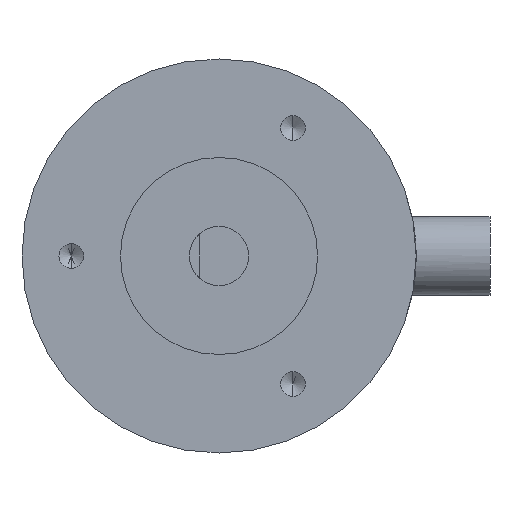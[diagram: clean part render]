
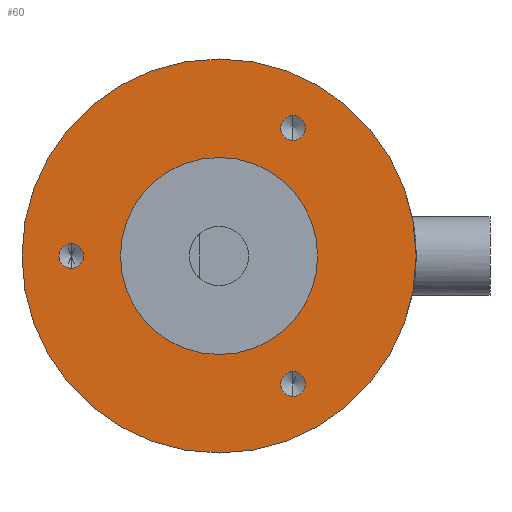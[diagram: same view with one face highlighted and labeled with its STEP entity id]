
A CAD part, left-side view. The second image highlights one B-rep face of the part: STEP entity #60.
In plain terms, the highlighted planar face has unit normal (-1, 0, 0).
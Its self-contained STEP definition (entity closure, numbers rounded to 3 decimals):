
#4 = CARTESIAN_POINT ( 'NONE',  ( -39., 0., 20. ) ) ;
#9 = CARTESIAN_POINT ( 'NONE',  ( -39., 15., 0. ) ) ;
#27 = FACE_BOUND ( 'NONE', #652, .T. ) ;
#28 = CARTESIAN_POINT ( 'NONE',  ( -39., -7.5, -11.74 ) ) ;
#32 = AXIS2_PLACEMENT_3D ( 'NONE', #9, #334, #647 ) ;
#40 = VERTEX_POINT ( 'NONE', #881 ) ;
#45 = CARTESIAN_POINT ( 'NONE',  ( -39., 0., -20. ) ) ;
#46 = ORIENTED_EDGE ( 'NONE', *, *, #1011, .F. ) ;
#60 = ADVANCED_FACE ( 'NONE', ( #83, #27, #293, #689, #464 ), #227, .F. ) ;
#70 = CIRCLE ( 'NONE', #203, 1.25 ) ;
#77 = DIRECTION ( 'NONE',  ( 0., 0., 1. ) ) ;
#83 = FACE_BOUND ( 'NONE', #88, .T. ) ;
#88 = EDGE_LOOP ( 'NONE', ( #241, #897 ) ) ;
#95 = CARTESIAN_POINT ( 'NONE',  ( -39., 0., 0. ) ) ;
#98 = AXIS2_PLACEMENT_3D ( 'NONE', #478, #176, #902 ) ;
#106 = CARTESIAN_POINT ( 'NONE',  ( -39., 0., -10. ) ) ;
#112 = CARTESIAN_POINT ( 'NONE',  ( -39., -7.5, -14.24 ) ) ;
#141 = CARTESIAN_POINT ( 'NONE',  ( -39., -7.5, -12.99 ) ) ;
#147 = EDGE_CURVE ( 'NONE', #655, #235, #890, .T. ) ;
#165 = CARTESIAN_POINT ( 'NONE',  ( -39., -7.5, 11.74 ) ) ;
#176 = DIRECTION ( 'NONE',  ( -1., 0., 0. ) ) ;
#185 = ORIENTED_EDGE ( 'NONE', *, *, #303, .T. ) ;
#203 = AXIS2_PLACEMENT_3D ( 'NONE', #636, #803, #560 ) ;
#216 = AXIS2_PLACEMENT_3D ( 'NONE', #667, #753, #838 ) ;
#220 = EDGE_CURVE ( 'NONE', #235, #655, #380, .T. ) ;
#227 = PLANE ( 'NONE',  #488 ) ;
#235 = VERTEX_POINT ( 'NONE', #978 ) ;
#241 = ORIENTED_EDGE ( 'NONE', *, *, #607, .F. ) ;
#242 = CIRCLE ( 'NONE', #348, 1.25 ) ;
#248 = DIRECTION ( 'NONE',  ( 0., 0., 1. ) ) ;
#251 = EDGE_LOOP ( 'NONE', ( #185, #736 ) ) ;
#260 = CARTESIAN_POINT ( 'NONE',  ( -39., 0., 0. ) ) ;
#287 = ORIENTED_EDGE ( 'NONE', *, *, #309, .F. ) ;
#293 = FACE_BOUND ( 'NONE', #396, .T. ) ;
#298 = DIRECTION ( 'NONE',  ( 0., 0., 1. ) ) ;
#303 = EDGE_CURVE ( 'NONE', #1018, #829, #543, .T. ) ;
#309 = EDGE_CURVE ( 'NONE', #507, #459, #918, .T. ) ;
#327 = ORIENTED_EDGE ( 'NONE', *, *, #518, .F. ) ;
#334 = DIRECTION ( 'NONE',  ( -1., 0., 0. ) ) ;
#339 = AXIS2_PLACEMENT_3D ( 'NONE', #95, #903, #248 ) ;
#344 = CARTESIAN_POINT ( 'NONE',  ( -39., 15., -1.25 ) ) ;
#348 = AXIS2_PLACEMENT_3D ( 'NONE', #399, #820, #565 ) ;
#377 = DIRECTION ( 'NONE',  ( 0., 0., -1. ) ) ;
#380 = CIRCLE ( 'NONE', #339, 10. ) ;
#387 = DIRECTION ( 'NONE',  ( 1., 0., 0. ) ) ;
#393 = DIRECTION ( 'NONE',  ( -1., 0., 0. ) ) ;
#396 = EDGE_LOOP ( 'NONE', ( #799, #327 ) ) ;
#399 = CARTESIAN_POINT ( 'NONE',  ( -39., -7.5, -12.99 ) ) ;
#436 = CIRCLE ( 'NONE', #98, 1.25 ) ;
#455 = CIRCLE ( 'NONE', #663, 20. ) ;
#459 = VERTEX_POINT ( 'NONE', #719 ) ;
#464 = FACE_OUTER_BOUND ( 'NONE', #251, .T. ) ;
#478 = CARTESIAN_POINT ( 'NONE',  ( -39., 15., 0. ) ) ;
#487 = DIRECTION ( 'NONE',  ( 0., 0., 1. ) ) ;
#488 = AXIS2_PLACEMENT_3D ( 'NONE', #712, #387, #377 ) ;
#499 = DIRECTION ( 'NONE',  ( 0., 0., 1. ) ) ;
#507 = VERTEX_POINT ( 'NONE', #165 ) ;
#518 = EDGE_CURVE ( 'NONE', #730, #40, #1028, .T. ) ;
#527 = EDGE_CURVE ( 'NONE', #40, #730, #436, .T. ) ;
#543 = CIRCLE ( 'NONE', #216, 20. ) ;
#560 = DIRECTION ( 'NONE',  ( 0., 0., 1. ) ) ;
#565 = DIRECTION ( 'NONE',  ( 0., 0., 1. ) ) ;
#569 = ORIENTED_EDGE ( 'NONE', *, *, #147, .F. ) ;
#607 = EDGE_CURVE ( 'NONE', #685, #940, #242, .T. ) ;
#636 = CARTESIAN_POINT ( 'NONE',  ( -39., -7.5, 12.99 ) ) ;
#647 = DIRECTION ( 'NONE',  ( 0., 0., 1. ) ) ;
#652 = EDGE_LOOP ( 'NONE', ( #46, #287 ) ) ;
#655 = VERTEX_POINT ( 'NONE', #106 ) ;
#661 = DIRECTION ( 'NONE',  ( -1., 0., 0. ) ) ;
#663 = AXIS2_PLACEMENT_3D ( 'NONE', #807, #393, #77 ) ;
#667 = CARTESIAN_POINT ( 'NONE',  ( -39., 0., 0. ) ) ;
#677 = CARTESIAN_POINT ( 'NONE',  ( -39., -7.5, 12.99 ) ) ;
#685 = VERTEX_POINT ( 'NONE', #28 ) ;
#689 = FACE_BOUND ( 'NONE', #804, .T. ) ;
#712 = CARTESIAN_POINT ( 'NONE',  ( -39., 20., 0. ) ) ;
#719 = CARTESIAN_POINT ( 'NONE',  ( -39., -7.5, 14.24 ) ) ;
#730 = VERTEX_POINT ( 'NONE', #344 ) ;
#736 = ORIENTED_EDGE ( 'NONE', *, *, #1019, .T. ) ;
#753 = DIRECTION ( 'NONE',  ( -1., 0., 0. ) ) ;
#764 = ORIENTED_EDGE ( 'NONE', *, *, #220, .F. ) ;
#776 = AXIS2_PLACEMENT_3D ( 'NONE', #260, #661, #487 ) ;
#789 = DIRECTION ( 'NONE',  ( -1., 0., 0. ) ) ;
#799 = ORIENTED_EDGE ( 'NONE', *, *, #527, .F. ) ;
#803 = DIRECTION ( 'NONE',  ( -1., 0., 0. ) ) ;
#804 = EDGE_LOOP ( 'NONE', ( #764, #569 ) ) ;
#807 = CARTESIAN_POINT ( 'NONE',  ( -39., 0., 0. ) ) ;
#820 = DIRECTION ( 'NONE',  ( -1., 0., 0. ) ) ;
#829 = VERTEX_POINT ( 'NONE', #45 ) ;
#838 = DIRECTION ( 'NONE',  ( 0., 0., 1. ) ) ;
#853 = AXIS2_PLACEMENT_3D ( 'NONE', #677, #995, #499 ) ;
#881 = CARTESIAN_POINT ( 'NONE',  ( -39., 15., 1.25 ) ) ;
#890 = CIRCLE ( 'NONE', #776, 10. ) ;
#894 = AXIS2_PLACEMENT_3D ( 'NONE', #141, #789, #298 ) ;
#897 = ORIENTED_EDGE ( 'NONE', *, *, #975, .F. ) ;
#901 = CIRCLE ( 'NONE', #894, 1.25 ) ;
#902 = DIRECTION ( 'NONE',  ( 0., 0., 1. ) ) ;
#903 = DIRECTION ( 'NONE',  ( -1., 0., 0. ) ) ;
#918 = CIRCLE ( 'NONE', #853, 1.25 ) ;
#940 = VERTEX_POINT ( 'NONE', #112 ) ;
#975 = EDGE_CURVE ( 'NONE', #940, #685, #901, .T. ) ;
#978 = CARTESIAN_POINT ( 'NONE',  ( -39., 0., 10. ) ) ;
#995 = DIRECTION ( 'NONE',  ( -1., 0., 0. ) ) ;
#1011 = EDGE_CURVE ( 'NONE', #459, #507, #70, .T. ) ;
#1018 = VERTEX_POINT ( 'NONE', #4 ) ;
#1019 = EDGE_CURVE ( 'NONE', #829, #1018, #455, .T. ) ;
#1028 = CIRCLE ( 'NONE', #32, 1.25 ) ;
